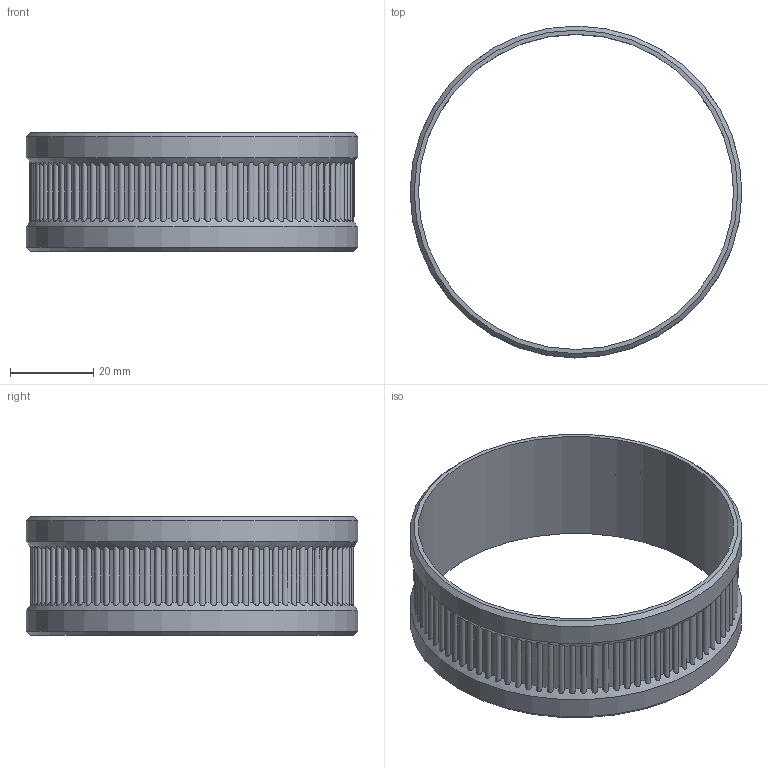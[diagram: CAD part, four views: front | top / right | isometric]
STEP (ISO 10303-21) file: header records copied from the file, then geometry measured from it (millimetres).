
FILE_DESCRIPTION(/* description */ (''),/* implementation_level */ '2;1');
FILE_NAME(/* name */ 'Ring Template - 0mm Offset.step',/* time_stamp */ '2024-09-03T09:50:37-04:00',/* author */ (''),/* organization */ (''),/* preprocessor_version */ 'ST-DEVELOPER v20',/* originating_system */ 'Autodesk Translation Framework v13.14.0.145',/* authorisation */ '');
FILE_SCHEMA (('AUTOMOTIVE_DESIGN { 1 0 10303 214 3 1 1 }'));
Length unit declared in the file: millimetre
Products named in the file (1): Ring Template 0mm Offset
Bounding box: 79.9 x 79.9 x 28.55 mm (x, y, z)
Volume: 8748.4 mm3; surface area: 15804.9 mm2
Topology: 1 solids, 1 shells, 189 faces, 563 edges, 376 vertices
Faces by surface type: cylinder 183, cone 4, plane 2
Full cylindrical faces by diameter (mm): 75.9 x1, 79.9 x2
Entity records: 8787 total; most frequent: CARTESIAN_POINT 3841, ORIENTED_EDGE 1126, DIRECTION 947, EDGE_CURVE 563, AXIS2_PLACEMENT_3D 380, VERTEX_POINT 376, EDGE_LOOP 191, CIRCLE 190
